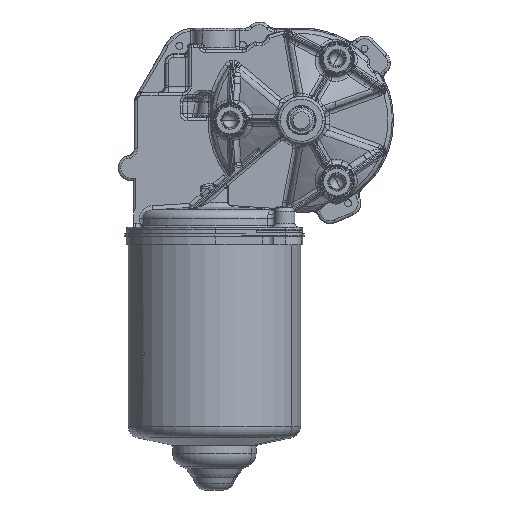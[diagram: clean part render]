
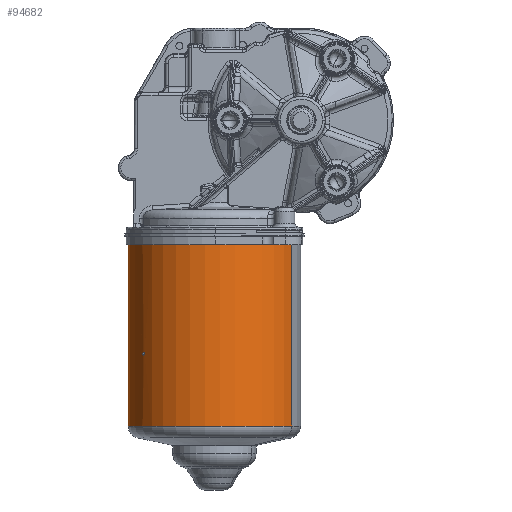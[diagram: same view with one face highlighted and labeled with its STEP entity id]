
A CAD part, left-side view. The second image highlights one B-rep face of the part: STEP entity #94682.
In plain terms, the highlighted cylindrical face has radius 30.8 mm (diameter 61.6 mm), a partial arc.
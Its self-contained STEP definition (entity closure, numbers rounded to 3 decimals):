
#94642=AXIS2_PLACEMENT_3D('Cylinder Axis2P3D',#94639,#94640,#94641) ;
#94655=AXIS2_PLACEMENT_3D('Circle Axis2P3D',#94653,#94654,$) ;
#94669=AXIS2_PLACEMENT_3D('Circle Axis2P3D',#94667,#94668,$) ;
#94590=CARTESIAN_POINT('Control Point',(-29.666,56.23,-82.8)) ;
#94591=CARTESIAN_POINT('Control Point',(-29.78,56.15,-82.8)) ;
#94592=CARTESIAN_POINT('Control Point',(-29.894,56.069,-82.849)) ;
#94593=CARTESIAN_POINT('Control Point',(-29.988,56.001,-82.946)) ;
#94594=CARTESIAN_POINT('Control Point',(-30.121,55.906,-83.236)) ;
#94595=CARTESIAN_POINT('Control Point',(-30.056,55.952,-83.569)) ;
#94596=CARTESIAN_POINT('Control Point',(-29.952,56.028,-83.724)) ;
#94597=CARTESIAN_POINT('Control Point',(-29.809,56.13,-83.8)) ;
#94598=CARTESIAN_POINT('Control Point',(-29.666,56.23,-83.8)) ;
#94599=CARTESIAN_POINT('Vertex',(-29.666,56.23,-82.8)) ;
#94601=CARTESIAN_POINT('Vertex',(-29.666,56.23,-83.8)) ;
#94622=CARTESIAN_POINT('Control Point',(-29.666,56.23,-83.8)) ;
#94623=CARTESIAN_POINT('Control Point',(-29.552,56.31,-83.8)) ;
#94624=CARTESIAN_POINT('Control Point',(-29.437,56.389,-83.751)) ;
#94625=CARTESIAN_POINT('Control Point',(-29.341,56.455,-83.654)) ;
#94626=CARTESIAN_POINT('Control Point',(-29.206,56.546,-83.364)) ;
#94627=CARTESIAN_POINT('Control Point',(-29.272,56.501,-83.031)) ;
#94628=CARTESIAN_POINT('Control Point',(-29.379,56.429,-82.876)) ;
#94629=CARTESIAN_POINT('Control Point',(-29.523,56.33,-82.8)) ;
#94630=CARTESIAN_POINT('Control Point',(-29.666,56.23,-82.8)) ;
#94639=CARTESIAN_POINT('Axis2P3D Location',(-12.,31.,-85.25)) ;
#94644=CARTESIAN_POINT('Line Origine',(-25.672,3.401,-76.645)) ;
#94648=CARTESIAN_POINT('Vertex',(-25.672,3.401,-108.99)) ;
#94650=CARTESIAN_POINT('Vertex',(-25.672,3.401,-44.3)) ;
#94653=CARTESIAN_POINT('Axis2P3D Location',(-12.,31.,-44.3)) ;
#94657=CARTESIAN_POINT('Vertex',(1.672,58.599,-44.3)) ;
#94660=CARTESIAN_POINT('Line Origine',(1.672,58.599,-76.645)) ;
#94664=CARTESIAN_POINT('Vertex',(1.672,58.599,-108.99)) ;
#94667=CARTESIAN_POINT('Axis2P3D Location',(-12.,31.,-108.99)) ;
#94640=DIRECTION('Axis2P3D Direction',(0.,0.,1.)) ;
#94641=DIRECTION('Axis2P3D XDirection',(-0.444,-0.896,0.)) ;
#94645=DIRECTION('Vector Direction',(0.,0.,1.)) ;
#94654=DIRECTION('Axis2P3D Direction',(0.,0.,1.)) ;
#94661=DIRECTION('Vector Direction',(0.,0.,1.)) ;
#94668=DIRECTION('Axis2P3D Direction',(0.,0.,1.)) ;
#94646=VECTOR('Line Direction',#94645,1.) ;
#94662=VECTOR('Line Direction',#94661,1.) ;
#94673=ORIENTED_EDGE('',*,*,#94652,.T.) ;
#94674=ORIENTED_EDGE('',*,*,#94659,.F.) ;
#94675=ORIENTED_EDGE('',*,*,#94666,.F.) ;
#94676=ORIENTED_EDGE('',*,*,#94671,.T.) ;
#94679=ORIENTED_EDGE('',*,*,#94631,.T.) ;
#94680=ORIENTED_EDGE('',*,*,#94603,.T.) ;
#94681=FACE_BOUND('',#94678,.T.) ;
#94682=ADVANCED_FACE('',(#94677,#94681),#94643,.T.) ;
#94589=B_SPLINE_CURVE_WITH_KNOTS('',5,(#94590,#94591,#94592,#94593,#94594,#94595,#94596,#94597,#94598),.UNSPECIFIED.,.F.,.U.,(6,3,6),(0.,0.985,2.221),.UNSPECIFIED.) ;
#94621=B_SPLINE_CURVE_WITH_KNOTS('',5,(#94622,#94623,#94624,#94625,#94626,#94627,#94628,#94629,#94630),.UNSPECIFIED.,.F.,.U.,(6,3,6),(0.,0.985,2.221),.UNSPECIFIED.) ;
#94656=CIRCLE('generated circle',#94655,30.8) ;
#94670=CIRCLE('generated circle',#94669,30.8) ;
#94643=CYLINDRICAL_SURFACE('generated cylinder',#94642,30.8) ;
#94603=EDGE_CURVE('',#94600,#94602,#94589,.T.) ;
#94631=EDGE_CURVE('',#94602,#94600,#94621,.T.) ;
#94652=EDGE_CURVE('',#94649,#94651,#94647,.T.) ;
#94659=EDGE_CURVE('',#94658,#94651,#94656,.T.) ;
#94666=EDGE_CURVE('',#94665,#94658,#94663,.T.) ;
#94671=EDGE_CURVE('',#94665,#94649,#94670,.T.) ;
#94672=EDGE_LOOP('',(#94673,#94674,#94675,#94676)) ;
#94678=EDGE_LOOP('',(#94679,#94680)) ;
#94677=FACE_OUTER_BOUND('',#94672,.T.) ;
#94647=LINE('Line',#94644,#94646) ;
#94663=LINE('Line',#94660,#94662) ;
#94600=VERTEX_POINT('',#94599) ;
#94602=VERTEX_POINT('',#94601) ;
#94649=VERTEX_POINT('',#94648) ;
#94651=VERTEX_POINT('',#94650) ;
#94658=VERTEX_POINT('',#94657) ;
#94665=VERTEX_POINT('',#94664) ;
